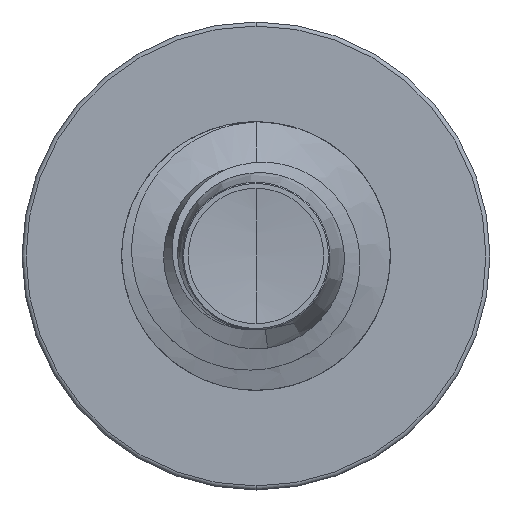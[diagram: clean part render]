
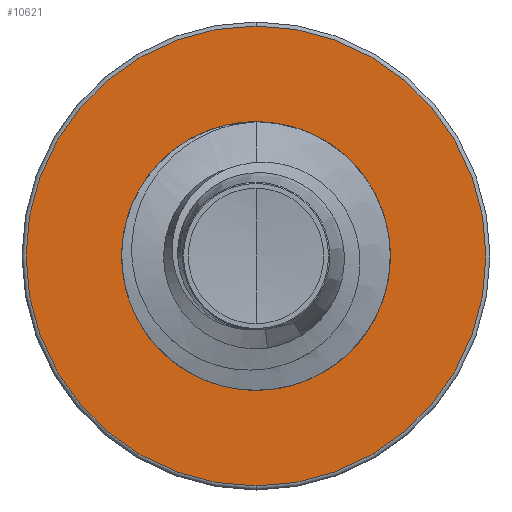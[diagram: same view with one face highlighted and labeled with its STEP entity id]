
A CAD part, front view. The second image highlights one B-rep face of the part: STEP entity #10621.
In plain terms, the highlighted planar face has unit normal (0, -1, 0).
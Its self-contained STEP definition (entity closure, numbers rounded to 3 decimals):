
#56 = FACE_OUTER_BOUND ( 'NONE', #12311, .T. ) ;
#405 = CARTESIAN_POINT ( 'NONE',  ( 0., 8., 0. ) ) ;
#987 = EDGE_CURVE ( 'NONE', #7381, #5130, #12735, .T. ) ;
#1530 = AXIS2_PLACEMENT_3D ( 'NONE', #4453, #4413, #4393 ) ;
#2016 = CARTESIAN_POINT ( 'NONE',  ( 0., 8., -1.722 ) ) ;
#2141 = DIRECTION ( 'NONE',  ( 0., 0., 1. ) ) ;
#2610 = AXIS2_PLACEMENT_3D ( 'NONE', #9892, #2811, #10766 ) ;
#2811 = DIRECTION ( 'NONE',  ( 0., 1., 0. ) ) ;
#3715 = CARTESIAN_POINT ( 'NONE',  ( 0., 8., 2.998 ) ) ;
#3732 = CIRCLE ( 'NONE', #11843, 2.998 ) ;
#4393 = DIRECTION ( 'NONE',  ( 0., 0., 1. ) ) ;
#4413 = DIRECTION ( 'NONE',  ( 0., 1., 0. ) ) ;
#4453 = CARTESIAN_POINT ( 'NONE',  ( 0., 8., -1.722 ) ) ;
#4612 = PLANE ( 'NONE',  #1530 ) ;
#4667 = ORIENTED_EDGE ( 'NONE', *, *, #987, .F. ) ;
#5130 = VERTEX_POINT ( 'NONE', #9762 ) ;
#5152 = DIRECTION ( 'NONE',  ( 0., 1., 0. ) ) ;
#7069 = ORIENTED_EDGE ( 'NONE', *, *, #12574, .T. ) ;
#7376 = CARTESIAN_POINT ( 'NONE',  ( 0., 8., 1.722 ) ) ;
#7381 = VERTEX_POINT ( 'NONE', #3715 ) ;
#8101 = VERTEX_POINT ( 'NONE', #7376 ) ;
#8494 = CIRCLE ( 'NONE', #2610, 1.722 ) ;
#9174 = AXIS2_PLACEMENT_3D ( 'NONE', #10194, #10185, #10176 ) ;
#9503 = DIRECTION ( 'NONE',  ( 0., 1., 0. ) ) ;
#9762 = CARTESIAN_POINT ( 'NONE',  ( 0., 8., -2.997 ) ) ;
#9892 = CARTESIAN_POINT ( 'NONE',  ( 0., 8., 0. ) ) ;
#9952 = FACE_BOUND ( 'NONE', #11234, .T. ) ;
#10176 = DIRECTION ( 'NONE',  ( 0., 0., 1. ) ) ;
#10185 = DIRECTION ( 'NONE',  ( 0., 1., 0. ) ) ;
#10194 = CARTESIAN_POINT ( 'NONE',  ( 0., 8., 0. ) ) ;
#10401 = ORIENTED_EDGE ( 'NONE', *, *, #12355, .T. ) ;
#10621 = ADVANCED_FACE ( 'NONE', ( #56, #9952 ), #4612, .F. ) ;
#10706 = AXIS2_PLACEMENT_3D ( 'NONE', #405, #9503, #2141 ) ;
#10766 = DIRECTION ( 'NONE',  ( 0., 0., 1. ) ) ;
#11234 = EDGE_LOOP ( 'NONE', ( #7069, #10401 ) ) ;
#11240 = CARTESIAN_POINT ( 'NONE',  ( 0., 8., 0. ) ) ;
#11811 = CIRCLE ( 'NONE', #10706, 1.722 ) ;
#11843 = AXIS2_PLACEMENT_3D ( 'NONE', #11240, #5152, #12146 ) ;
#12146 = DIRECTION ( 'NONE',  ( 0., 0., 1. ) ) ;
#12261 = ORIENTED_EDGE ( 'NONE', *, *, #12578, .F. ) ;
#12311 = EDGE_LOOP ( 'NONE', ( #4667, #12261 ) ) ;
#12355 = EDGE_CURVE ( 'NONE', #14021, #8101, #8494, .T. ) ;
#12574 = EDGE_CURVE ( 'NONE', #8101, #14021, #11811, .T. ) ;
#12578 = EDGE_CURVE ( 'NONE', #5130, #7381, #3732, .T. ) ;
#12735 = CIRCLE ( 'NONE', #9174, 2.998 ) ;
#14021 = VERTEX_POINT ( 'NONE', #2016 ) ;
